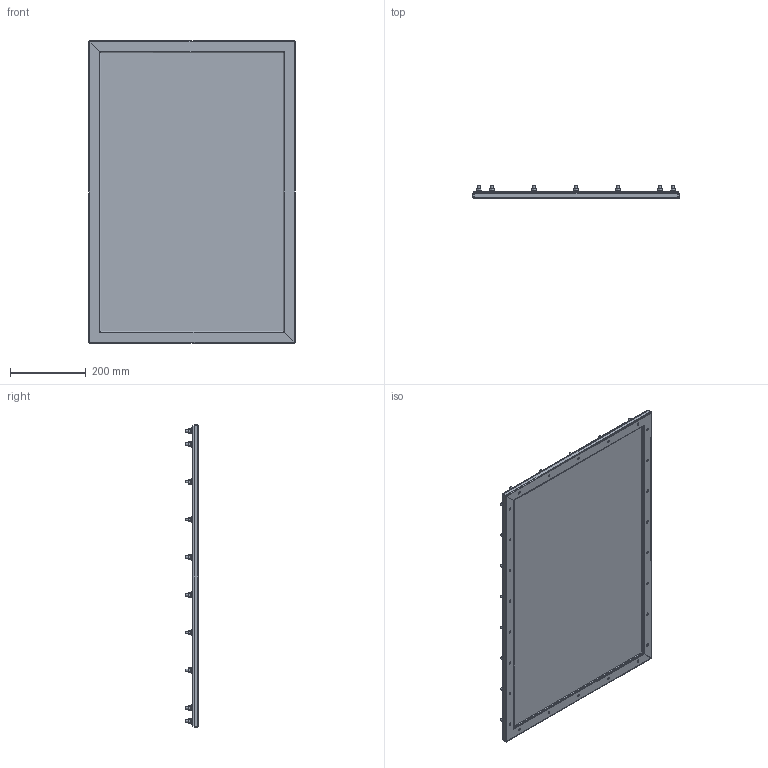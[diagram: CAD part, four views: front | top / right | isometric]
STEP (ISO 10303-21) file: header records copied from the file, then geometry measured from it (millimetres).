
FILE_DESCRIPTION( ( 'Unknown' ), '1' );
FILE_NAME( 'AWK2919.stp', 'Unknown', ( 'Unknown' ), ( 'Unknown' ), 'PSStep 16.0.42', 'Unknown', ' ' );
FILE_SCHEMA( ( 'AUTOMOTIVE_DESIGN { 1 0 10303 214 1 1 1 1 }' ) );
Length unit declared in the file: millimetre
Products named in the file (10): AWK2919_L; AWK2919; 0.250-20 x 1.250 AC_CD 201-008-808; Assem1; HN_0.2500; FW_0.2500; LW_0.250; AWK2919_GASKET; AWK2919-PR; AWK2919_LEXAN
Assembly tree (97 placements, depth 3):
  Assem1
    HN_0.2500  x26
    FW_0.2500  x26
    LW_0.250  x26
    AWK2919_GASKET
    AWK2919-PR
    AWK2919_LEXAN
    AWK2919_L  x2
      AWK2919
      0.250-20 x 1.250 AC_CD 201-008-808
Bounding box: 546.1 x 33.66 x 800.1 mm (x, y, z)
Volume: 3666735.7 mm3; surface area: 1425134 mm2
Topology: 109 solids, 109 shells, 3796 faces, 8892 edges, 5912 vertices
Faces by surface type: plane 2618, extrusion 728, cylinder 302, cone 130, bspline 18
Full cylindrical faces by diameter (mm): 0.508 x26, 3.023 x26, 3.175 x26, 6.35 x52, 7.137 x26, 7.798 x26, 9.525 x26, 15.875 x26
Entity records: 74316 total; most frequent: CARTESIAN_POINT 29533, ORIENTED_EDGE 7226, DIRECTION 4396, EDGE_CURVE 3613, B_SPLINE_CURVE_WITH_KNOTS 2635, VERTEX_POINT 2493, EDGE_LOOP 2028, FACE_OUTER_BOUND 1688
